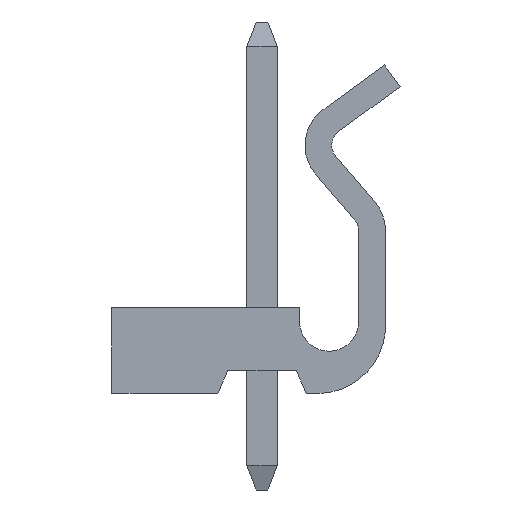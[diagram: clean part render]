
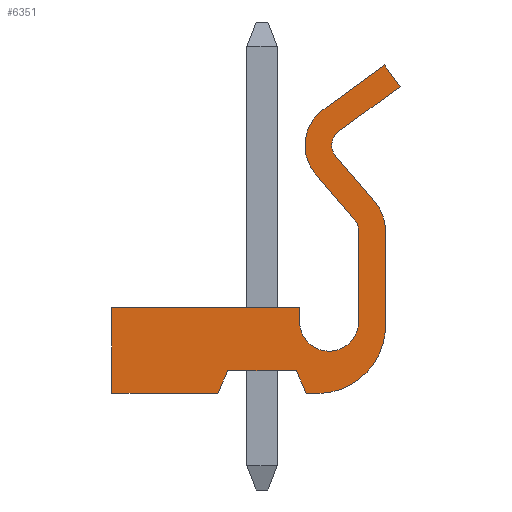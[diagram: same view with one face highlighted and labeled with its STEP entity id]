
A CAD part, left-side view. The second image highlights one B-rep face of the part: STEP entity #6351.
In plain terms, the highlighted face is planar.
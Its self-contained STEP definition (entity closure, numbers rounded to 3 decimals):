
#30=CIRCLE('',#6624,1.652);
#31=CIRCLE('',#6625,0.644);
#32=CIRCLE('',#6626,1.644);
#33=CIRCLE('',#6627,0.652);
#34=CIRCLE('',#6628,1.1);
#35=CIRCLE('',#6629,2.528);
#626=ORIENTED_EDGE('',*,*,#1620,.T.);
#627=ORIENTED_EDGE('',*,*,#1621,.T.);
#628=ORIENTED_EDGE('',*,*,#1622,.T.);
#629=ORIENTED_EDGE('',*,*,#1623,.T.);
#630=ORIENTED_EDGE('',*,*,#1624,.T.);
#631=ORIENTED_EDGE('',*,*,#1625,.T.);
#632=ORIENTED_EDGE('',*,*,#1626,.T.);
#633=ORIENTED_EDGE('',*,*,#1627,.T.);
#634=ORIENTED_EDGE('',*,*,#1628,.T.);
#635=ORIENTED_EDGE('',*,*,#1629,.T.);
#636=ORIENTED_EDGE('',*,*,#1630,.T.);
#637=ORIENTED_EDGE('',*,*,#1631,.T.);
#638=ORIENTED_EDGE('',*,*,#1632,.T.);
#639=ORIENTED_EDGE('',*,*,#1633,.T.);
#640=ORIENTED_EDGE('',*,*,#1634,.T.);
#641=ORIENTED_EDGE('',*,*,#1635,.T.);
#642=ORIENTED_EDGE('',*,*,#1636,.T.);
#643=ORIENTED_EDGE('',*,*,#1637,.T.);
#644=ORIENTED_EDGE('',*,*,#1638,.T.);
#645=ORIENTED_EDGE('',*,*,#1639,.T.);
#646=ORIENTED_EDGE('',*,*,#1640,.T.);
#1620=EDGE_CURVE('',#2115,#2116,#30,.T.);
#1621=EDGE_CURVE('',#2116,#2117,#2625,.T.);
#1622=EDGE_CURVE('',#2117,#2118,#31,.T.);
#1623=EDGE_CURVE('',#2118,#2119,#2626,.T.);
#1624=EDGE_CURVE('',#2119,#2120,#2627,.T.);
#1625=EDGE_CURVE('',#2120,#2121,#2628,.T.);
#1626=EDGE_CURVE('',#2121,#2122,#32,.T.);
#1627=EDGE_CURVE('',#2122,#2123,#2629,.T.);
#1628=EDGE_CURVE('',#2123,#2124,#33,.T.);
#1629=EDGE_CURVE('',#2124,#2125,#2630,.T.);
#1630=EDGE_CURVE('',#2125,#2126,#34,.T.);
#1631=EDGE_CURVE('',#2126,#2127,#2631,.T.);
#1632=EDGE_CURVE('',#2127,#2128,#2632,.T.);
#1633=EDGE_CURVE('',#2128,#2129,#2633,.T.);
#1634=EDGE_CURVE('',#2129,#2130,#2634,.T.);
#1635=EDGE_CURVE('',#2130,#2131,#2635,.T.);
#1636=EDGE_CURVE('',#2131,#2132,#2636,.T.);
#1637=EDGE_CURVE('',#2132,#2133,#2637,.T.);
#1638=EDGE_CURVE('',#2133,#2134,#2638,.T.);
#1639=EDGE_CURVE('',#2134,#2135,#35,.T.);
#1640=EDGE_CURVE('',#2135,#2115,#2639,.T.);
#2115=VERTEX_POINT('',#8625);
#2116=VERTEX_POINT('',#8626);
#2117=VERTEX_POINT('',#8628);
#2118=VERTEX_POINT('',#8630);
#2119=VERTEX_POINT('',#8632);
#2120=VERTEX_POINT('',#8634);
#2121=VERTEX_POINT('',#8636);
#2122=VERTEX_POINT('',#8638);
#2123=VERTEX_POINT('',#8640);
#2124=VERTEX_POINT('',#8642);
#2125=VERTEX_POINT('',#8644);
#2126=VERTEX_POINT('',#8646);
#2127=VERTEX_POINT('',#8648);
#2128=VERTEX_POINT('',#8650);
#2129=VERTEX_POINT('',#8652);
#2130=VERTEX_POINT('',#8654);
#2131=VERTEX_POINT('',#8656);
#2132=VERTEX_POINT('',#8658);
#2133=VERTEX_POINT('',#8660);
#2134=VERTEX_POINT('',#8662);
#2135=VERTEX_POINT('',#8664);
#2625=LINE('',#8627,#3232);
#2626=LINE('',#8631,#3233);
#2627=LINE('',#8633,#3234);
#2628=LINE('',#8635,#3235);
#2629=LINE('',#8639,#3236);
#2630=LINE('',#8643,#3237);
#2631=LINE('',#8647,#3238);
#2632=LINE('',#8649,#3239);
#2633=LINE('',#8651,#3240);
#2634=LINE('',#8653,#3241);
#2635=LINE('',#8655,#3242);
#2636=LINE('',#8657,#3243);
#2637=LINE('',#8659,#3244);
#2638=LINE('',#8661,#3245);
#2639=LINE('',#8665,#3246);
#3232=VECTOR('',#7393,1000.);
#3233=VECTOR('',#7396,1000.);
#3234=VECTOR('',#7397,1000.);
#3235=VECTOR('',#7398,1000.);
#3236=VECTOR('',#7401,1000.);
#3237=VECTOR('',#7404,1000.);
#3238=VECTOR('',#7407,1000.);
#3239=VECTOR('',#7408,1000.);
#3240=VECTOR('',#7409,1000.);
#3241=VECTOR('',#7410,1000.);
#3242=VECTOR('',#7411,1000.);
#3243=VECTOR('',#7412,1000.);
#3244=VECTOR('',#7413,1000.);
#3245=VECTOR('',#7414,1000.);
#3246=VECTOR('',#7417,1000.);
#3645=EDGE_LOOP('',(#626,#627,#628,#629,#630,#631,#632,#633,#634,#635,#636,
#637,#638,#639,#640,#641,#642,#643,#644,#645,#646));
#3940=FACE_BOUND('',#3645,.T.);
#4235=PLANE('',#6623);
#6351=ADVANCED_FACE('',(#3940),#4235,.T.);
#6623=AXIS2_PLACEMENT_3D('',#8623,#7389,#7390);
#6624=AXIS2_PLACEMENT_3D('',#8624,#7391,#7392);
#6625=AXIS2_PLACEMENT_3D('',#8629,#7394,#7395);
#6626=AXIS2_PLACEMENT_3D('',#8637,#7399,#7400);
#6627=AXIS2_PLACEMENT_3D('',#8641,#7402,#7403);
#6628=AXIS2_PLACEMENT_3D('',#8645,#7405,#7406);
#6629=AXIS2_PLACEMENT_3D('',#8663,#7415,#7416);
#7389=DIRECTION('',(1.,0.,0.));
#7390=DIRECTION('',(0.,0.,-1.));
#7391=DIRECTION('',(1.,0.,0.));
#7392=DIRECTION('',(0.,-1.,0.));
#7393=DIRECTION('',(0.,-0.652,0.758));
#7394=DIRECTION('',(-1.,0.,0.));
#7395=DIRECTION('',(0.,1.,0.));
#7396=DIRECTION('',(0.,0.807,0.591));
#7397=DIRECTION('',(0.,-0.591,0.807));
#7398=DIRECTION('',(0.,-0.807,-0.591));
#7399=DIRECTION('',(1.,0.,0.));
#7400=DIRECTION('',(0.,1.,0.));
#7401=DIRECTION('',(0.,0.652,-0.758));
#7402=DIRECTION('',(-1.,0.,0.));
#7403=DIRECTION('',(0.,-1.,0.));
#7404=DIRECTION('',(0.,0.,-1.));
#7405=DIRECTION('',(-1.,0.,0.));
#7406=DIRECTION('',(0.,1.,0.));
#7407=DIRECTION('',(0.,0.,1.));
#7408=DIRECTION('',(0.,-1.,0.));
#7409=DIRECTION('',(0.,0.,-1.));
#7410=DIRECTION('',(0.,1.,0.));
#7411=DIRECTION('',(0.,0.404,0.915));
#7412=DIRECTION('',(0.,1.,0.));
#7413=DIRECTION('',(0.,0.404,-0.915));
#7414=DIRECTION('',(0.,1.,0.));
#7415=DIRECTION('',(1.,0.,0.));
#7416=DIRECTION('',(0.,-1.,0.));
#7417=DIRECTION('',(0.,0.,1.));
#8623=CARTESIAN_POINT('',(19.855,6.573,4.474));
#8624=CARTESIAN_POINT('',(19.855,6.573,4.474));
#8625=CARTESIAN_POINT('',(19.855,8.225,4.474));
#8626=CARTESIAN_POINT('',(19.855,7.825,5.551));
#8627=CARTESIAN_POINT('',(19.855,7.825,5.551));
#8628=CARTESIAN_POINT('',(19.855,6.381,7.23));
#8629=CARTESIAN_POINT('',(19.855,6.869,7.65));
#8630=CARTESIAN_POINT('',(19.855,6.489,8.17));
#8631=CARTESIAN_POINT('',(19.855,6.489,8.17));
#8632=CARTESIAN_POINT('',(19.855,8.775,9.843));
#8633=CARTESIAN_POINT('',(19.855,8.184,10.65));
#8634=CARTESIAN_POINT('',(19.855,8.184,10.65));
#8635=CARTESIAN_POINT('',(19.855,5.898,8.977));
#8636=CARTESIAN_POINT('',(19.855,5.898,8.977));
#8637=CARTESIAN_POINT('',(19.855,6.869,7.65));
#8638=CARTESIAN_POINT('',(19.855,5.623,6.578));
#8639=CARTESIAN_POINT('',(19.855,7.067,4.899));
#8640=CARTESIAN_POINT('',(19.855,7.067,4.899));
#8641=CARTESIAN_POINT('',(19.855,6.573,4.474));
#8642=CARTESIAN_POINT('',(19.855,7.225,4.474));
#8643=CARTESIAN_POINT('',(19.855,7.225,1.074));
#8644=CARTESIAN_POINT('',(19.855,7.225,1.074));
#8645=CARTESIAN_POINT('',(19.855,6.125,1.074));
#8646=CARTESIAN_POINT('',(19.855,5.025,1.074));
#8647=CARTESIAN_POINT('',(19.855,5.025,1.6));
#8648=CARTESIAN_POINT('',(19.855,5.025,1.6));
#8649=CARTESIAN_POINT('',(19.855,-1.975,1.6));
#8650=CARTESIAN_POINT('',(19.855,-1.975,1.6));
#8651=CARTESIAN_POINT('',(19.855,-1.975,1.6));
#8652=CARTESIAN_POINT('',(19.855,-1.975,-1.6));
#8653=CARTESIAN_POINT('',(19.855,-1.975,-1.6));
#8654=CARTESIAN_POINT('',(19.855,1.975,-1.6));
#8655=CARTESIAN_POINT('',(19.855,1.975,-1.6));
#8656=CARTESIAN_POINT('',(19.855,2.35,-0.75));
#8657=CARTESIAN_POINT('',(19.855,2.35,-0.75));
#8658=CARTESIAN_POINT('',(19.855,4.9,-0.75));
#8659=CARTESIAN_POINT('',(19.855,4.9,-0.75));
#8660=CARTESIAN_POINT('',(19.855,5.275,-1.6));
#8661=CARTESIAN_POINT('',(19.855,5.275,-1.6));
#8662=CARTESIAN_POINT('',(19.855,5.701,-1.6));
#8663=CARTESIAN_POINT('',(19.855,5.701,0.928));
#8664=CARTESIAN_POINT('',(19.855,8.225,1.074));
#8665=CARTESIAN_POINT('',(19.855,8.225,4.474));
